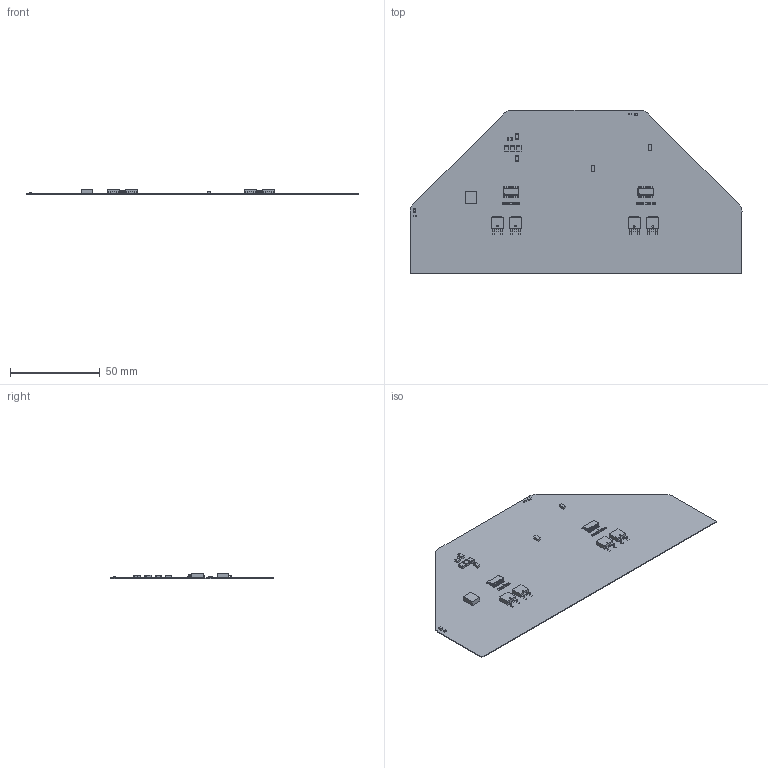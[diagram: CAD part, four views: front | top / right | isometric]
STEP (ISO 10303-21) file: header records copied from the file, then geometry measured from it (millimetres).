
FILE_DESCRIPTION(('Open CASCADE Model'),'2;1');
FILE_NAME('Open CASCADE Shape Model','2022-03-27T20:54:30',('Author'),( 'Open CASCADE'),'Open CASCADE STEP processor 6.8','Open CASCADE 6.8' ,'Unknown');
FILE_SCHEMA(('AUTOMOTIVE_DESIGN { 1 0 10303 214 1 1 1 1 }'));
Length unit declared in the file: millimetre
Products named in the file (92): PCB; Board; Open CASCADE STEP translator 6.8 6.1.1; C8; 6067843520; Extruded; U3_2; 6026226528; Open_CASCADE_STEP_translator_6.8_12.1; Body; Open_CASCADE_STEP_translator_6.8_12.2.1; Lead; Trimmed_Lead; tab; R10; 6067847840; 6067847600; D4; 6067848240; 6067848080; U3_1; U2_2; U2_1; D3; 6067843680; R9_2; 6026215888; Mid_Body; Terminal; Mark; R9_1; R8_2; 6026224128; R8_1; R5_2; R5_1; R4_2; R4_1; R7_2; R7_1 ...
Assembly tree (144 placements, depth 5):
  PCB
    Board
      Open CASCADE STEP translator 6.8 6.1.1
    C8
      6067843520
        Extruded
    U3_2
      6026226528
        Open_CASCADE_STEP_translator_6.8_12.1
        Body
          Open_CASCADE_STEP_translator_6.8_12.2.1
        Lead  x2
        Trimmed_Lead
        tab
    R10
      6067847840  x2
        Extruded
      6067847600
        Extruded
    D4
      6067848240
        Extruded
      6067848080  x2
        Extruded
    U3_1
      6026226528
        Open_CASCADE_STEP_translator_6.8_12.1
        Body
          Open_CASCADE_STEP_translator_6.8_12.2.1
        Lead  x2
        Trimmed_Lead
        tab
    U2_2
      6026226528
        Open_CASCADE_STEP_translator_6.8_12.1
        Body
          Open_CASCADE_STEP_translator_6.8_12.2.1
        Lead  x2
        Trimmed_Lead
        tab
    U2_1
      6026226528
        Open_CASCADE_STEP_translator_6.8_12.1
        Body
          Open_CASCADE_STEP_translator_6.8_12.2.1
        Lead  x2
        Trimmed_Lead
        tab
    D3
      6067843680
        Extruded
    R9_2
      6026215888
        Mid_Body
        Terminal  x2
          Open_CASCADE_STEP_translator_6.8_12.2.1
        Mark
    R9_1
      6026215888
        Mid_Body
Bounding box: 184.77 x 90.88 x 3.03 mm (x, y, z)
Volume: 6450.5 mm3; surface area: 29670.7 mm2
Topology: 150 solids, 156 shells, 1744 faces, 3622 edges, 2170 vertices
Faces by surface type: plane 1492, cylinder 216, sphere 20, bspline 16
Full cylindrical faces by diameter (mm): 0.5 x2, 0.844 x4
Entity records: 10181 total; most frequent: CARTESIAN_POINT 2107, DIRECTION 1444, ORIENTED_EDGE 1146, EDGE_CURVE 574, LINE 482, VECTOR 482, AXIS2_PLACEMENT_3D 481, VERTEX_POINT 352
